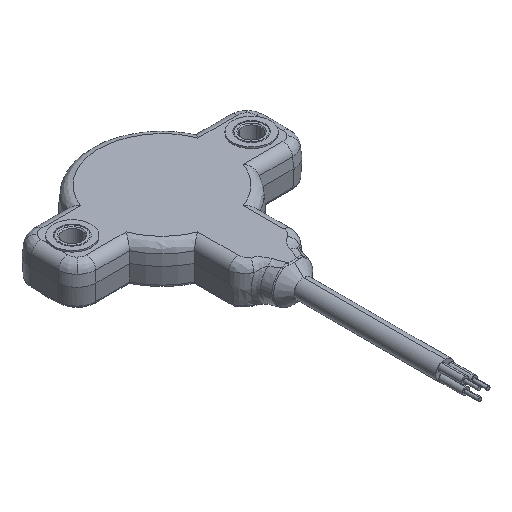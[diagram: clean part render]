
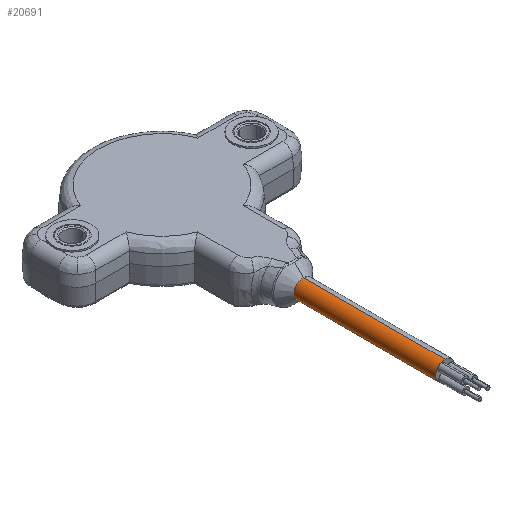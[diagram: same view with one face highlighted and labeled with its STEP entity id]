
A CAD part, isometric view. The second image highlights one B-rep face of the part: STEP entity #20691.
In plain terms, the highlighted cylindrical face has radius 2 mm (diameter 4 mm), a partial arc.
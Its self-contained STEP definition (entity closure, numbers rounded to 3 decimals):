
#158 = CARTESIAN_POINT ( 'NONE',  ( 33.15, -33.026, 44.3 ) ) ;
#813 = CIRCLE ( 'NONE', #10487, 2. ) ;
#1887 = DIRECTION ( 'NONE',  ( 0., 0., -1. ) ) ;
#2061 = EDGE_CURVE ( 'NONE', #26004, #8638, #19143, .T. ) ;
#2175 = LINE ( 'NONE', #24269, #6115 ) ;
#2256 = DIRECTION ( 'NONE',  ( 0., 0., 1. ) ) ;
#3192 = ORIENTED_EDGE ( 'NONE', *, *, #12113, .F. ) ;
#3530 = DIRECTION ( 'NONE',  ( 0., 1., 0. ) ) ;
#3791 = DIRECTION ( 'NONE',  ( 0., -1., 0. ) ) ;
#6108 = EDGE_CURVE ( 'NONE', #26004, #11690, #17754, .T. ) ;
#6115 = VECTOR ( 'NONE', #3530, 1000. ) ;
#6650 = CARTESIAN_POINT ( 'NONE',  ( 33.15, -33.026, 46.3 ) ) ;
#6852 = FACE_OUTER_BOUND ( 'NONE', #17590, .T. ) ;
#7670 = CARTESIAN_POINT ( 'NONE',  ( 32.075, -33.026, 45.986 ) ) ;
#7734 = ORIENTED_EDGE ( 'NONE', *, *, #2061, .T. ) ;
#8044 = DIRECTION ( 'NONE',  ( 0., 1., 0. ) ) ;
#8050 = EDGE_CURVE ( 'NONE', #22406, #22075, #813, .T. ) ;
#8436 = AXIS2_PLACEMENT_3D ( 'NONE', #23950, #11410, #26071 ) ;
#8638 = VERTEX_POINT ( 'NONE', #22212 ) ;
#10378 = DIRECTION ( 'NONE',  ( 0., 1., 0. ) ) ;
#10487 = AXIS2_PLACEMENT_3D ( 'NONE', #16314, #3791, #18366 ) ;
#10648 = CARTESIAN_POINT ( 'NONE',  ( 33.15, -33.026, 44.3 ) ) ;
#11410 = DIRECTION ( 'NONE',  ( 0., -1., 0. ) ) ;
#11626 = ORIENTED_EDGE ( 'NONE', *, *, #8050, .F. ) ;
#11690 = VERTEX_POINT ( 'NONE', #7670 ) ;
#11692 = CYLINDRICAL_SURFACE ( 'NONE', #23373, 2. ) ;
#11943 = AXIS2_PLACEMENT_3D ( 'NONE', #26908, #14401, #1887 ) ;
#12113 = EDGE_CURVE ( 'NONE', #11690, #22406, #25901, .T. ) ;
#14058 = CARTESIAN_POINT ( 'NONE',  ( 33.15, -33.026, 46.3 ) ) ;
#14401 = DIRECTION ( 'NONE',  ( 0., 1., 0. ) ) ;
#14769 = DIRECTION ( 'NONE',  ( 0., -1., 0. ) ) ;
#15076 = CARTESIAN_POINT ( 'NONE',  ( 33.15, -3.026, 42.3 ) ) ;
#16314 = CARTESIAN_POINT ( 'NONE',  ( 33.15, -33.026, 44.3 ) ) ;
#17426 = ORIENTED_EDGE ( 'NONE', *, *, #24237, .F. ) ;
#17590 = EDGE_LOOP ( 'NONE', ( #25237, #7734, #17426, #18586, #11626, #3192 ) ) ;
#17754 = CIRCLE ( 'NONE', #23212, 2. ) ;
#18129 = VECTOR ( 'NONE', #8044, 1000. ) ;
#18366 = DIRECTION ( 'NONE',  ( 0., 0., 1. ) ) ;
#18586 = ORIENTED_EDGE ( 'NONE', *, *, #26548, .F. ) ;
#19143 = LINE ( 'NONE', #14058, #18129 ) ;
#20306 = CARTESIAN_POINT ( 'NONE',  ( 31.835, -33.026, 45.807 ) ) ;
#20691 = ADVANCED_FACE ( 'NONE', ( #6852 ), #11692, .T. ) ;
#21084 = DIRECTION ( 'NONE',  ( 0., 0., -1. ) ) ;
#21352 = CARTESIAN_POINT ( 'NONE',  ( 33.15, -33.026, 42.3 ) ) ;
#22075 = VERTEX_POINT ( 'NONE', #21352 ) ;
#22212 = CARTESIAN_POINT ( 'NONE',  ( 33.15, -3.026, 46.3 ) ) ;
#22406 = VERTEX_POINT ( 'NONE', #20306 ) ;
#23212 = AXIS2_PLACEMENT_3D ( 'NONE', #158, #14769, #2256 ) ;
#23373 = AXIS2_PLACEMENT_3D ( 'NONE', #10648, #10378, #21084 ) ;
#23950 = CARTESIAN_POINT ( 'NONE',  ( 33.15, -33.026, 44.3 ) ) ;
#24237 = EDGE_CURVE ( 'NONE', #26946, #8638, #25683, .T. ) ;
#24269 = CARTESIAN_POINT ( 'NONE',  ( 33.15, -33.026, 42.3 ) ) ;
#25237 = ORIENTED_EDGE ( 'NONE', *, *, #6108, .F. ) ;
#25683 = CIRCLE ( 'NONE', #11943, 2. ) ;
#25901 = CIRCLE ( 'NONE', #8436, 2. ) ;
#26004 = VERTEX_POINT ( 'NONE', #6650 ) ;
#26071 = DIRECTION ( 'NONE',  ( 0., 0., 1. ) ) ;
#26548 = EDGE_CURVE ( 'NONE', #22075, #26946, #2175, .T. ) ;
#26908 = CARTESIAN_POINT ( 'NONE',  ( 33.15, -3.026, 44.3 ) ) ;
#26946 = VERTEX_POINT ( 'NONE', #15076 ) ;
